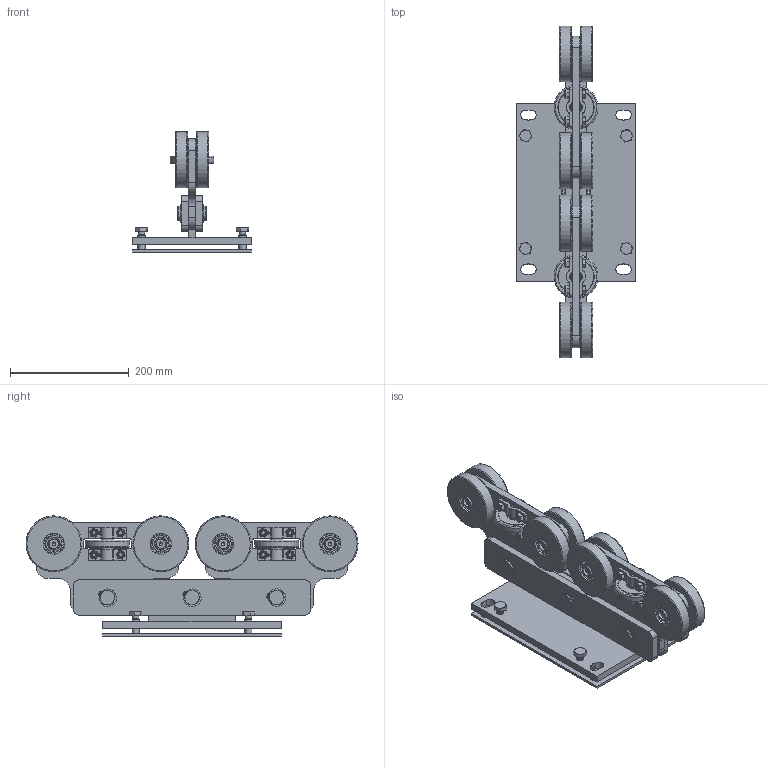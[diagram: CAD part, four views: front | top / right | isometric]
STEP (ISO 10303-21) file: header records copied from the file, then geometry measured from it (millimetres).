
FILE_DESCRIPTION(/* description */ (''),/* implementation_level */ '2;1');
FILE_NAME(/* name */ '9978S.stp',/* time_stamp */ '2019-08-14T13:34:26+02:00',/* author */ ('Marc'),/* organization */ (''),/* preprocessor_version */ 'ST-DEVELOPER v17.2',/* originating_system */ 'Autodesk Inventor 2019',/* authorisation */ '');
FILE_SCHEMA (('AUTOMOTIVE_DESIGN { 1 0 10303 214 3 1 1 }'));
Length unit declared in the file: millimetre
Products named in the file (22): 9978S; 18747; 18832; 18749; 18755; 16332; 16333; 18756; GALB95S; 18269; 09070; SKF 2RS16004-2RS1; 18736; 14996; 04520; 06024; 09138; 20126; 20125; 04609; 09155; 18766
Assembly tree (74 placements, depth 3):
  9978S
    18747  x2
    18832
      18749
      18755
    16332  x4
    16333  x8
    18756  x2
    GALB95S  x8
      18269
      09070
      SKF 2RS16004-2RS1
    18736  x3
    14996  x8
    04520  x8
    06024  x8
    09138  x2
    20126  x2
    20125  x2
    04609  x4
    09155  x6
    18766
Bounding box: 200 x 558.98 x 202.5 mm (x, y, z)
Volume: 3519454 mm3; surface area: 910089.3 mm2
Topology: 86 solids, 86 shells, 1847 faces, 5367 edges, 3670 vertices
Faces by surface type: plane 630, cylinder 553, torus 396, bspline 120, cone 78, sphere 70
Full cylindrical faces by diameter (mm): 2 x12, 2.5 x16, 6 x8, 6.647 x8, 8 x8, 9 x16, 10.25 x4, 11.053 x4, 12 x4, 12.5 x8, 16 x8, 16.9 x2, 17 x2, 17.1 x2, 17.2 x4, 19.8 x8, 20 x8, 20.5 x8, 21 x4, 23.9 x6, 24.36 x4, 25 x13, 25.3 x12, 27.04 x16, 31 x8, 32.64 x4, 34.96 x16, 36 x8, 42 x24, 46 x8
Entity records: 17603 total; most frequent: CARTESIAN_POINT 4811, DIRECTION 2557, ORIENTED_EDGE 2432, EDGE_CURVE 1216, AXIS2_PLACEMENT_3D 1030, VERTEX_POINT 848, EDGE_LOOP 552, CIRCLE 517
